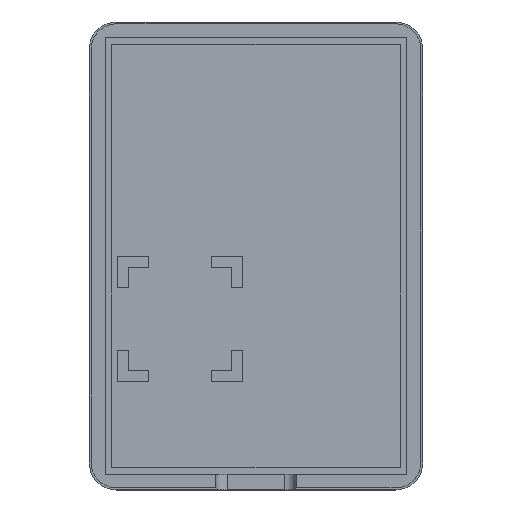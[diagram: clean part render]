
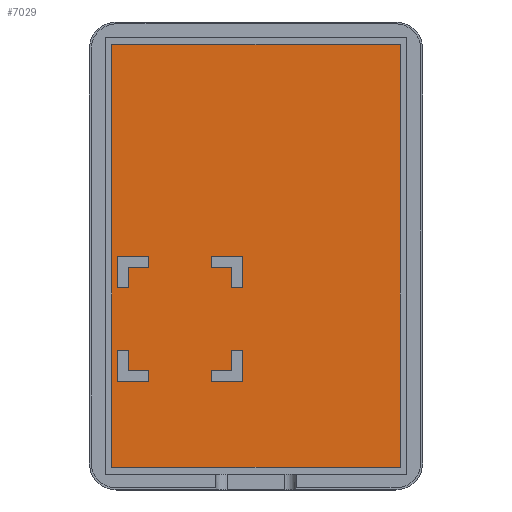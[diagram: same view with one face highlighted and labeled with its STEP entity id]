
A CAD part, top view. The second image highlights one B-rep face of the part: STEP entity #7029.
In plain terms, the highlighted planar face has unit normal (0, 0, 1).
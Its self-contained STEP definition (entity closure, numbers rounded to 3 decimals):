
#79=FACE_BOUND('',#901,.T.);
#80=FACE_BOUND('',#902,.T.);
#81=FACE_BOUND('',#903,.T.);
#82=FACE_BOUND('',#904,.T.);
#505=FACE_OUTER_BOUND('',#900,.T.);
#900=EDGE_LOOP('',(#6007,#6008,#6009,#6010));
#901=EDGE_LOOP('',(#6011,#6012,#6013,#6014,#6015,#6016));
#902=EDGE_LOOP('',(#6017,#6018,#6019,#6020,#6021,#6022));
#903=EDGE_LOOP('',(#6023,#6024,#6025,#6026,#6027,#6028));
#904=EDGE_LOOP('',(#6029,#6030,#6031,#6032,#6033,#6034));
#1059=LINE('',#9219,#1997);
#1063=LINE('',#9227,#2001);
#1066=LINE('',#9233,#2004);
#1069=LINE('',#9239,#2007);
#1072=LINE('',#9245,#2010);
#1075=LINE('',#9250,#2013);
#1077=LINE('',#9256,#2015);
#1081=LINE('',#9264,#2019);
#1084=LINE('',#9270,#2022);
#1087=LINE('',#9276,#2025);
#1090=LINE('',#9282,#2028);
#1093=LINE('',#9287,#2031);
#1095=LINE('',#9293,#2033);
#1099=LINE('',#9301,#2037);
#1102=LINE('',#9307,#2040);
#1105=LINE('',#9313,#2043);
#1108=LINE('',#9319,#2046);
#1111=LINE('',#9324,#2049);
#1113=LINE('',#9330,#2051);
#1117=LINE('',#9338,#2055);
#1120=LINE('',#9344,#2058);
#1123=LINE('',#9350,#2061);
#1126=LINE('',#9356,#2064);
#1129=LINE('',#9361,#2067);
#1895=LINE('',#10938,#2833);
#1896=LINE('',#10940,#2834);
#1897=LINE('',#10942,#2835);
#1898=LINE('',#10943,#2836);
#1997=VECTOR('',#7546,10.);
#2001=VECTOR('',#7552,10.);
#2004=VECTOR('',#7557,10.);
#2007=VECTOR('',#7562,10.);
#2010=VECTOR('',#7567,10.);
#2013=VECTOR('',#7572,10.);
#2015=VECTOR('',#7578,10.);
#2019=VECTOR('',#7584,10.);
#2022=VECTOR('',#7589,10.);
#2025=VECTOR('',#7594,10.);
#2028=VECTOR('',#7599,10.);
#2031=VECTOR('',#7604,10.);
#2033=VECTOR('',#7610,10.);
#2037=VECTOR('',#7616,10.);
#2040=VECTOR('',#7621,10.);
#2043=VECTOR('',#7626,10.);
#2046=VECTOR('',#7631,10.);
#2049=VECTOR('',#7636,10.);
#2051=VECTOR('',#7642,10.);
#2055=VECTOR('',#7648,10.);
#2058=VECTOR('',#7653,10.);
#2061=VECTOR('',#7658,10.);
#2064=VECTOR('',#7663,10.);
#2067=VECTOR('',#7668,10.);
#2833=VECTOR('',#9002,10.);
#2834=VECTOR('',#9003,10.);
#2835=VECTOR('',#9004,10.);
#2836=VECTOR('',#9005,10.);
#2911=VERTEX_POINT('',#9217);
#2912=VERTEX_POINT('',#9218);
#2915=VERTEX_POINT('',#9226);
#2917=VERTEX_POINT('',#9232);
#2919=VERTEX_POINT('',#9238);
#2921=VERTEX_POINT('',#9244);
#2923=VERTEX_POINT('',#9254);
#2924=VERTEX_POINT('',#9255);
#2927=VERTEX_POINT('',#9263);
#2929=VERTEX_POINT('',#9269);
#2931=VERTEX_POINT('',#9275);
#2933=VERTEX_POINT('',#9281);
#2935=VERTEX_POINT('',#9291);
#2936=VERTEX_POINT('',#9292);
#2939=VERTEX_POINT('',#9300);
#2941=VERTEX_POINT('',#9306);
#2943=VERTEX_POINT('',#9312);
#2945=VERTEX_POINT('',#9318);
#2947=VERTEX_POINT('',#9328);
#2948=VERTEX_POINT('',#9329);
#2951=VERTEX_POINT('',#9337);
#2953=VERTEX_POINT('',#9343);
#2955=VERTEX_POINT('',#9349);
#2957=VERTEX_POINT('',#9355);
#3484=VERTEX_POINT('',#10936);
#3485=VERTEX_POINT('',#10937);
#3486=VERTEX_POINT('',#10939);
#3487=VERTEX_POINT('',#10941);
#3575=EDGE_CURVE('',#2911,#2912,#1059,.T.);
#3579=EDGE_CURVE('',#2912,#2915,#1063,.T.);
#3582=EDGE_CURVE('',#2915,#2917,#1066,.T.);
#3585=EDGE_CURVE('',#2917,#2919,#1069,.T.);
#3588=EDGE_CURVE('',#2919,#2921,#1072,.T.);
#3591=EDGE_CURVE('',#2921,#2911,#1075,.T.);
#3593=EDGE_CURVE('',#2923,#2924,#1077,.T.);
#3597=EDGE_CURVE('',#2924,#2927,#1081,.T.);
#3600=EDGE_CURVE('',#2927,#2929,#1084,.T.);
#3603=EDGE_CURVE('',#2929,#2931,#1087,.T.);
#3606=EDGE_CURVE('',#2931,#2933,#1090,.T.);
#3609=EDGE_CURVE('',#2933,#2923,#1093,.T.);
#3611=EDGE_CURVE('',#2935,#2936,#1095,.T.);
#3615=EDGE_CURVE('',#2936,#2939,#1099,.T.);
#3618=EDGE_CURVE('',#2939,#2941,#1102,.T.);
#3621=EDGE_CURVE('',#2941,#2943,#1105,.T.);
#3624=EDGE_CURVE('',#2943,#2945,#1108,.T.);
#3627=EDGE_CURVE('',#2945,#2935,#1111,.T.);
#3629=EDGE_CURVE('',#2947,#2948,#1113,.T.);
#3633=EDGE_CURVE('',#2948,#2951,#1117,.T.);
#3636=EDGE_CURVE('',#2951,#2953,#1120,.T.);
#3639=EDGE_CURVE('',#2953,#2955,#1123,.T.);
#3642=EDGE_CURVE('',#2955,#2957,#1126,.T.);
#3645=EDGE_CURVE('',#2957,#2947,#1129,.T.);
#4432=EDGE_CURVE('',#3484,#3485,#1895,.T.);
#4433=EDGE_CURVE('',#3485,#3486,#1896,.T.);
#4434=EDGE_CURVE('',#3486,#3487,#1897,.T.);
#4435=EDGE_CURVE('',#3487,#3484,#1898,.T.);
#6007=ORIENTED_EDGE('',*,*,#4432,.T.);
#6008=ORIENTED_EDGE('',*,*,#4433,.T.);
#6009=ORIENTED_EDGE('',*,*,#4434,.T.);
#6010=ORIENTED_EDGE('',*,*,#4435,.T.);
#6011=ORIENTED_EDGE('',*,*,#3575,.T.);
#6012=ORIENTED_EDGE('',*,*,#3579,.T.);
#6013=ORIENTED_EDGE('',*,*,#3582,.T.);
#6014=ORIENTED_EDGE('',*,*,#3585,.T.);
#6015=ORIENTED_EDGE('',*,*,#3588,.T.);
#6016=ORIENTED_EDGE('',*,*,#3591,.T.);
#6017=ORIENTED_EDGE('',*,*,#3593,.T.);
#6018=ORIENTED_EDGE('',*,*,#3597,.T.);
#6019=ORIENTED_EDGE('',*,*,#3600,.T.);
#6020=ORIENTED_EDGE('',*,*,#3603,.T.);
#6021=ORIENTED_EDGE('',*,*,#3606,.T.);
#6022=ORIENTED_EDGE('',*,*,#3609,.T.);
#6023=ORIENTED_EDGE('',*,*,#3611,.T.);
#6024=ORIENTED_EDGE('',*,*,#3615,.T.);
#6025=ORIENTED_EDGE('',*,*,#3618,.T.);
#6026=ORIENTED_EDGE('',*,*,#3621,.T.);
#6027=ORIENTED_EDGE('',*,*,#3624,.T.);
#6028=ORIENTED_EDGE('',*,*,#3627,.T.);
#6029=ORIENTED_EDGE('',*,*,#3629,.T.);
#6030=ORIENTED_EDGE('',*,*,#3633,.T.);
#6031=ORIENTED_EDGE('',*,*,#3636,.T.);
#6032=ORIENTED_EDGE('',*,*,#3639,.T.);
#6033=ORIENTED_EDGE('',*,*,#3642,.T.);
#6034=ORIENTED_EDGE('',*,*,#3645,.T.);
#6695=PLANE('',#7388);
#7029=ADVANCED_FACE('',(#505,#79,#80,#81,#82),#6695,.F.);
#7388=AXIS2_PLACEMENT_3D('',#10935,#9000,#9001);
#7546=DIRECTION('',(0.,1.,0.));
#7552=DIRECTION('',(1.,0.,0.));
#7557=DIRECTION('',(0.,-1.,0.));
#7562=DIRECTION('',(1.,0.,0.));
#7567=DIRECTION('',(0.,-1.,0.));
#7572=DIRECTION('',(-1.,0.,0.));
#7578=DIRECTION('',(0.,1.,0.));
#7584=DIRECTION('',(-1.,0.,0.));
#7589=DIRECTION('',(0.,1.,0.));
#7594=DIRECTION('',(1.,0.,0.));
#7599=DIRECTION('',(0.,-1.,0.));
#7604=DIRECTION('',(-1.,0.,0.));
#7610=DIRECTION('',(0.,-1.,0.));
#7616=DIRECTION('',(-1.,0.,0.));
#7621=DIRECTION('',(0.,1.,0.));
#7626=DIRECTION('',(1.,0.,0.));
#7631=DIRECTION('',(0.,-1.,0.));
#7636=DIRECTION('',(-1.,0.,0.));
#7642=DIRECTION('',(0.,1.,0.));
#7648=DIRECTION('',(1.,0.,0.));
#7653=DIRECTION('',(0.,-1.,0.));
#7658=DIRECTION('',(-1.,0.,0.));
#7663=DIRECTION('',(0.,1.,0.));
#7668=DIRECTION('',(1.,0.,0.));
#9000=DIRECTION('center_axis',(0.,0.,
-1.));
#9001=DIRECTION('ref_axis',(-1.,0.,0.));
#9002=DIRECTION('',(-1.,0.,0.));
#9003=DIRECTION('',(0.,-1.,0.));
#9004=DIRECTION('',(1.,0.,0.));
#9005=DIRECTION('',(0.,1.,0.));
#9217=CARTESIAN_POINT('',(2.221,11.217,2.5));
#9218=CARTESIAN_POINT('',(2.221,14.717,2.5));
#9219=CARTESIAN_POINT('',(2.221,19.963,2.5));
#9226=CARTESIAN_POINT('',(3.471,14.717,2.5));
#9227=CARTESIAN_POINT('',(10.59,14.717,2.5));
#9232=CARTESIAN_POINT('',(3.471,12.467,2.5));
#9233=CARTESIAN_POINT('',(3.471,18.838,2.5));
#9238=CARTESIAN_POINT('',(5.721,12.467,2.5));
#9239=CARTESIAN_POINT('',(11.715,12.467,2.5));
#9244=CARTESIAN_POINT('',(5.721,11.217,2.5));
#9245=CARTESIAN_POINT('',(5.721,18.213,2.5));
#9250=CARTESIAN_POINT('',(9.965,11.217,2.5));
#9254=CARTESIAN_POINT('',(14.946,21.692,2.5));
#9255=CARTESIAN_POINT('',(14.946,23.942,2.5));
#9256=CARTESIAN_POINT('',(14.946,24.575,2.5));
#9263=CARTESIAN_POINT('',(12.696,23.942,2.5));
#9264=CARTESIAN_POINT('',(15.202,23.942,2.5));
#9269=CARTESIAN_POINT('',(12.696,25.192,2.5));
#9270=CARTESIAN_POINT('',(12.696,25.2,2.5));
#9275=CARTESIAN_POINT('',(16.196,25.192,2.5));
#9276=CARTESIAN_POINT('',(16.952,25.192,2.5));
#9281=CARTESIAN_POINT('',(16.196,21.692,2.5));
#9282=CARTESIAN_POINT('',(16.196,23.45,2.5));
#9287=CARTESIAN_POINT('',(16.327,21.692,2.5));
#9291=CARTESIAN_POINT('',(3.471,23.942,2.5));
#9292=CARTESIAN_POINT('',(3.471,21.692,2.5));
#9293=CARTESIAN_POINT('',(3.471,23.45,2.5));
#9300=CARTESIAN_POINT('',(2.221,21.692,2.5));
#9301=CARTESIAN_POINT('',(9.965,21.692,2.5));
#9306=CARTESIAN_POINT('',(2.221,25.192,2.5));
#9307=CARTESIAN_POINT('',(2.221,25.2,2.5));
#9312=CARTESIAN_POINT('',(5.721,25.192,2.5));
#9313=CARTESIAN_POINT('',(11.715,25.192,2.5));
#9318=CARTESIAN_POINT('',(5.721,23.942,2.5));
#9319=CARTESIAN_POINT('',(5.721,24.575,2.5));
#9324=CARTESIAN_POINT('',(10.59,23.942,2.5));
#9328=CARTESIAN_POINT('',(14.946,12.467,2.5));
#9329=CARTESIAN_POINT('',(14.946,14.717,2.5));
#9330=CARTESIAN_POINT('',(14.946,19.963,2.5));
#9337=CARTESIAN_POINT('',(16.196,14.717,2.5));
#9338=CARTESIAN_POINT('',(16.952,14.717,2.5));
#9343=CARTESIAN_POINT('',(16.196,11.217,2.5));
#9344=CARTESIAN_POINT('',(16.196,18.213,2.5));
#9349=CARTESIAN_POINT('',(12.696,11.217,2.5));
#9350=CARTESIAN_POINT('',(15.202,11.217,2.5));
#9355=CARTESIAN_POINT('',(12.696,12.467,2.5));
#9356=CARTESIAN_POINT('',(12.696,18.838,2.5));
#9361=CARTESIAN_POINT('',(16.327,12.467,2.5));
#10935=CARTESIAN_POINT('Origin',(17.709,25.209,2.5));
#10936=CARTESIAN_POINT('',(33.796,48.796,2.5));
#10937=CARTESIAN_POINT('',(1.621,48.796,2.5));
#10938=CARTESIAN_POINT('',(33.796,48.796,2.5));
#10939=CARTESIAN_POINT('',(1.621,1.621,2.5));
#10940=CARTESIAN_POINT('',(1.621,48.796,2.5));
#10941=CARTESIAN_POINT('',(33.796,1.621,2.5));
#10942=CARTESIAN_POINT('',(1.621,1.621,2.5));
#10943=CARTESIAN_POINT('',(33.796,1.621,2.5));
